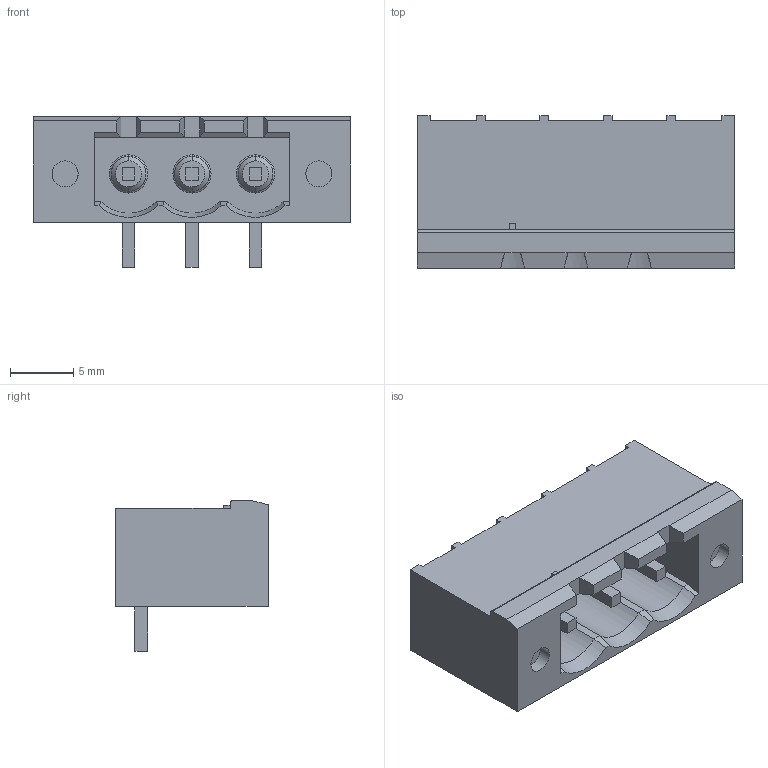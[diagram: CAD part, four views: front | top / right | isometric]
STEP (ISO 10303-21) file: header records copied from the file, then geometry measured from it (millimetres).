
FILE_DESCRIPTION(/* description */ (''),/* implementation_level */ '2;1');
FILE_NAME(/* name */ 'STEA1F7',/* time_stamp */ '2021-12-23T17:59:54-05:00',/* author */ (''),/* organization */ (''),/* preprocessor_version */ 'ST-DEVELOPER v16.5',/* originating_system */ '',/* authorisation */ '');
FILE_SCHEMA (('AUTOMOTIVE_DESIGN_CC2'));
Length unit declared in the file: millimetre
Products named in the file (1): Document
Bounding box: 25 x 12 x 11.85 mm (x, y, z)
Volume: 1534.8 mm3; surface area: 1869.8 mm2
Topology: 7 solids, 7 shells, 197 faces, 504 edges, 334 vertices
Faces by surface type: plane 155, cylinder 27, bspline 15
Entity records: 5669 total; most frequent: CARTESIAN_POINT 2131, ORIENTED_EDGE 1008, EDGE_CURVE 504, B_SPLINE_CURVE_WITH_KNOTS 429, VERTEX_POINT 334, EDGE_LOOP 210, ADVANCED_FACE 197, FACE_OUTER_BOUND 197
